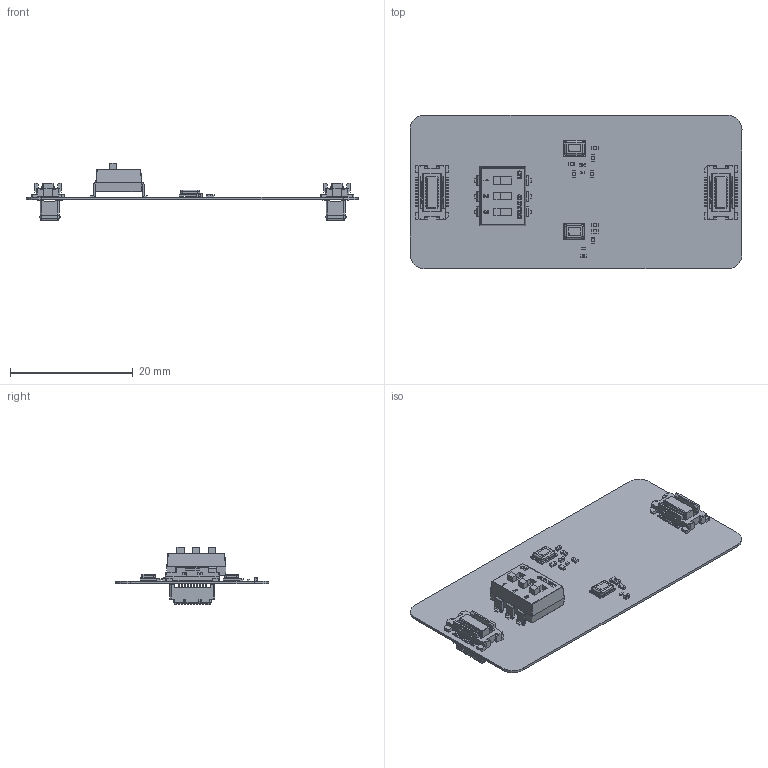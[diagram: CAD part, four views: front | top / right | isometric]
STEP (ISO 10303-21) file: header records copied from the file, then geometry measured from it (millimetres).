
FILE_DESCRIPTION(('Open CASCADE Model'),'2;1');
FILE_NAME('Open CASCADE Shape Model','2022-05-24T16:07:17',('Author'),( 'Open CASCADE'),'Open CASCADE STEP processor 6.8','Open CASCADE 6.8' ,'Unknown');
FILE_SCHEMA(('AUTOMOTIVE_DESIGN { 1 0 10303 214 1 1 1 1 }'));
Length unit declared in the file: millimetre
Products named in the file (44): PCB; Board; Open CASCADE STEP translator 6.8 1.1.1; SW1_M; Switch_Omron_Electronics_Inc-EMC_Div_A6SN-3101_eec; body; pins; actuators; part_number; J4_M; 529910208; Open CASCADE STEP translator 6.8 1.3.1.1; Open CASCADE STEP translator 6.8 1.3.1.2; J3_M; J2_M; 539160208; Open CASCADE STEP translator 6.8 1.5.1.1; Open CASCADE STEP translator 6.8 1.5.1.2; J1_M; R11_M; 6523523344; Extruded; 6523523184; R10_M; R9_M; 5792081440; R8_M; R7_M; R6_M; R5_M; R4_M; C4_M; Cap_Kemet_C0402C562J5RACTU_eec; terminals; value; C3_M; Cap_Murata_GRM155R71C104KA88D_eec; C2_M; C1_M; Free-Models ...
Assembly tree (69 placements, depth 4):
  PCB
    Board
      Open CASCADE STEP translator 6.8 1.1.1
    SW1_M
      Switch_Omron_Electronics_Inc-EMC_Div_A6SN-3101_eec
        body
        pins
        actuators
        part_number
    J4_M
      529910208
        Open CASCADE STEP translator 6.8 1.3.1.1
        Open CASCADE STEP translator 6.8 1.3.1.2
    J3_M
      529910208
        Open CASCADE STEP translator 6.8 1.3.1.1
        Open CASCADE STEP translator 6.8 1.3.1.2
    J2_M
      539160208
        Open CASCADE STEP translator 6.8 1.5.1.1
        Open CASCADE STEP translator 6.8 1.5.1.2
    J1_M
      539160208
        Open CASCADE STEP translator 6.8 1.5.1.1
        Open CASCADE STEP translator 6.8 1.5.1.2
    R11_M
      6523523344
        Extruded
      6523523184  x2
        Extruded
    R10_M
      6523523344
        Extruded
      6523523184  x2
        Extruded
    R9_M
      6523523344
        Extruded
      5792081440  x2
        Extruded
    R8_M
      6523523344
        Extruded
      6523523184  x2
        Extruded
    R7_M
      6523523344
        Extruded
      5792081440  x2
        Extruded
    R6_M
      6523523344
        Extruded
      5792081440  x2
        Extruded
    R5_M
      6523523344
        Extruded
      5792081440  x2
        Extruded
Bounding box: 54 x 25 x 9.42 mm (x, y, z)
Volume: 992 mm3; surface area: 4077.3 mm2
Topology: 53 solids, 53 shells, 3408 faces, 9670 edges, 6808 vertices
Faces by surface type: plane 2404, cylinder 800, bspline 172, sphere 32
Full cylindrical faces by diameter (mm): 0.324 x2
Entity records: 60997 total; most frequent: CARTESIAN_POINT 12495, ORIENTED_EDGE 10034, DIRECTION 9287, EDGE_CURVE 5017, LINE 4067, VECTOR 4067, VERTEX_POINT 3308, AXIS2_PLACEMENT_3D 2610
